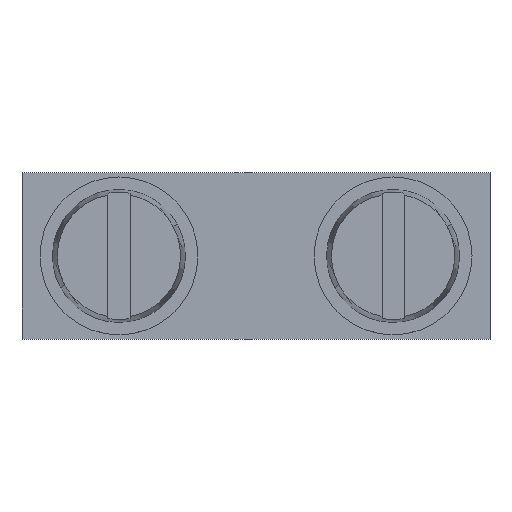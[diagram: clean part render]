
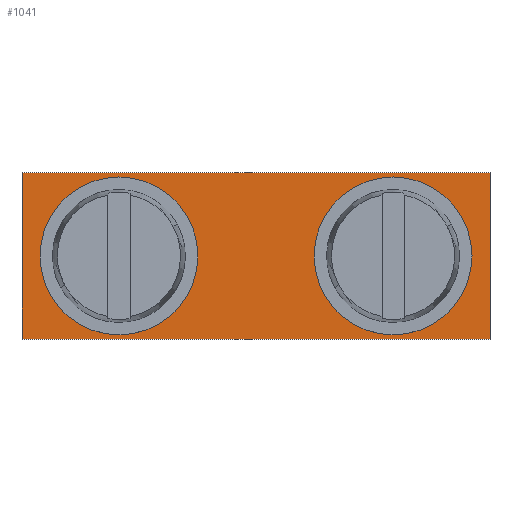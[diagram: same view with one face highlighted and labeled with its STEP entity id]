
A CAD part, top view. The second image highlights one B-rep face of the part: STEP entity #1041.
In plain terms, the highlighted planar face has unit normal (0, 0, 1).
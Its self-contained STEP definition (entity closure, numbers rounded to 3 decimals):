
#834=AXIS2_PLACEMENT_3D('Circle Axis2P3D',#832,#833,$) ;
#869=AXIS2_PLACEMENT_3D('Circle Axis2P3D',#867,#868,$) ;
#1011=AXIS2_PLACEMENT_3D('Plane Axis2P3D',#1008,#1009,#1010) ;
#1021=AXIS2_PLACEMENT_3D('Circle Axis2P3D',#1019,#1020,$) ;
#1030=AXIS2_PLACEMENT_3D('Circle Axis2P3D',#1028,#1029,$) ;
#832=CARTESIAN_POINT('Axis2P3D Location',(-9.9,21.8,2.)) ;
#836=CARTESIAN_POINT('Vertex',(-8.364,20.961,2.)) ;
#838=CARTESIAN_POINT('Vertex',(-11.436,22.639,2.)) ;
#867=CARTESIAN_POINT('Axis2P3D Location',(-9.9,21.8,2.)) ;
#895=CARTESIAN_POINT('Vertex',(-13.4,24.8,2.)) ;
#909=CARTESIAN_POINT('Vertex',(-13.4,18.8,2.)) ;
#912=CARTESIAN_POINT('Line Origine',(-13.4,21.8,2.)) ;
#935=CARTESIAN_POINT('Vertex',(3.5,24.8,2.)) ;
#943=CARTESIAN_POINT('Line Origine',(-4.95,24.8,2.)) ;
#966=CARTESIAN_POINT('Vertex',(3.5,18.8,2.)) ;
#974=CARTESIAN_POINT('Line Origine',(3.5,21.8,2.)) ;
#996=CARTESIAN_POINT('Line Origine',(-4.95,18.8,2.)) ;
#1008=CARTESIAN_POINT('Axis2P3D Location',(-13.4,18.8,2.)) ;
#1019=CARTESIAN_POINT('Axis2P3D Location',(0.,21.8,2.)) ;
#1023=CARTESIAN_POINT('Vertex',(1.536,20.961,2.)) ;
#1025=CARTESIAN_POINT('Vertex',(-1.536,22.639,2.)) ;
#1028=CARTESIAN_POINT('Axis2P3D Location',(0.,21.8,2.)) ;
#833=DIRECTION('Axis2P3D Direction',(0.,0.,-1.)) ;
#868=DIRECTION('Axis2P3D Direction',(0.,0.,-1.)) ;
#913=DIRECTION('Vector Direction',(0.,-1.,0.)) ;
#944=DIRECTION('Vector Direction',(-1.,0.,0.)) ;
#975=DIRECTION('Vector Direction',(0.,1.,0.)) ;
#997=DIRECTION('Vector Direction',(1.,0.,0.)) ;
#1009=DIRECTION('Axis2P3D Direction',(0.,0.,1.)) ;
#1010=DIRECTION('Axis2P3D XDirection',(1.,0.,0.)) ;
#1020=DIRECTION('Axis2P3D Direction',(0.,0.,1.)) ;
#1029=DIRECTION('Axis2P3D Direction',(0.,0.,1.)) ;
#914=VECTOR('Line Direction',#913,1.) ;
#945=VECTOR('Line Direction',#944,1.) ;
#976=VECTOR('Line Direction',#975,1.) ;
#998=VECTOR('Line Direction',#997,1.) ;
#1014=ORIENTED_EDGE('',*,*,#1000,.T.) ;
#1015=ORIENTED_EDGE('',*,*,#978,.T.) ;
#1016=ORIENTED_EDGE('',*,*,#947,.T.) ;
#1017=ORIENTED_EDGE('',*,*,#916,.T.) ;
#1034=ORIENTED_EDGE('',*,*,#1027,.F.) ;
#1035=ORIENTED_EDGE('',*,*,#1032,.F.) ;
#1038=ORIENTED_EDGE('',*,*,#871,.F.) ;
#1039=ORIENTED_EDGE('',*,*,#840,.F.) ;
#1036=FACE_BOUND('',#1033,.T.) ;
#1040=FACE_BOUND('',#1037,.T.) ;
#1041=ADVANCED_FACE('QL 2 SAK10.1\\Body.2',(#1018,#1036,#1040),#1012,.T.) ;
#835=CIRCLE('generated circle',#834,1.75) ;
#870=CIRCLE('generated circle',#869,1.75) ;
#1022=CIRCLE('generated circle',#1021,1.75) ;
#1031=CIRCLE('generated circle',#1030,1.75) ;
#840=EDGE_CURVE('',#837,#839,#835,.F.) ;
#871=EDGE_CURVE('',#839,#837,#870,.F.) ;
#916=EDGE_CURVE('',#896,#910,#915,.T.) ;
#947=EDGE_CURVE('',#936,#896,#946,.T.) ;
#978=EDGE_CURVE('',#967,#936,#977,.T.) ;
#1000=EDGE_CURVE('',#910,#967,#999,.T.) ;
#1027=EDGE_CURVE('',#1024,#1026,#1022,.T.) ;
#1032=EDGE_CURVE('',#1026,#1024,#1031,.T.) ;
#1013=EDGE_LOOP('',(#1014,#1015,#1016,#1017)) ;
#1033=EDGE_LOOP('',(#1034,#1035)) ;
#1037=EDGE_LOOP('',(#1038,#1039)) ;
#1018=FACE_OUTER_BOUND('',#1013,.T.) ;
#915=LINE('Line',#912,#914) ;
#946=LINE('Line',#943,#945) ;
#977=LINE('Line',#974,#976) ;
#999=LINE('Line',#996,#998) ;
#1012=PLANE('',#1011) ;
#837=VERTEX_POINT('',#836) ;
#839=VERTEX_POINT('',#838) ;
#896=VERTEX_POINT('',#895) ;
#910=VERTEX_POINT('',#909) ;
#936=VERTEX_POINT('',#935) ;
#967=VERTEX_POINT('',#966) ;
#1024=VERTEX_POINT('',#1023) ;
#1026=VERTEX_POINT('',#1025) ;
